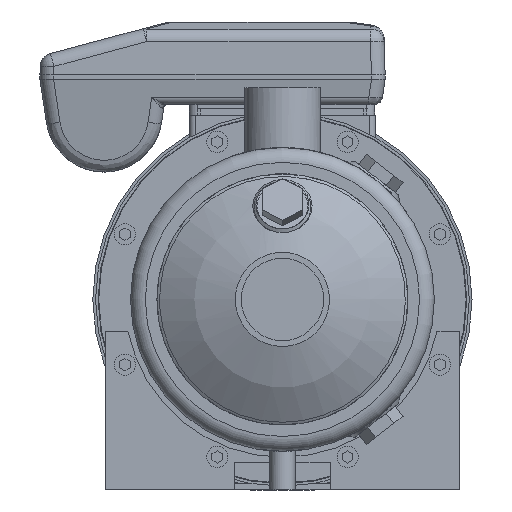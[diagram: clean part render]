
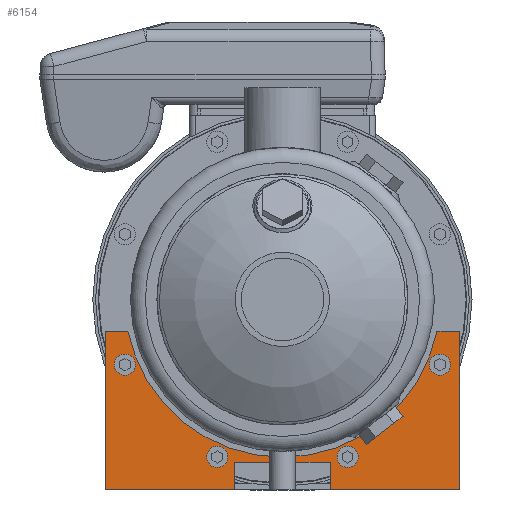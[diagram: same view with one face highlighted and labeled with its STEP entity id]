
A CAD part, left-side view. The second image highlights one B-rep face of the part: STEP entity #6154.
In plain terms, the highlighted face is planar.
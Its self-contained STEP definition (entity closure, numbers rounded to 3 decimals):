
#537=LINE('',#16784,#1011);
#539=LINE('',#16788,#1013);
#546=LINE('',#16802,#1020);
#548=LINE('',#16807,#1022);
#558=LINE('',#16827,#1032);
#562=LINE('',#16835,#1036);
#564=LINE('',#16848,#1038);
#565=LINE('',#16851,#1039);
#566=LINE('',#16853,#1040);
#1011=VECTOR('',#10637,1000.);
#1013=VECTOR('',#10641,1000.);
#1020=VECTOR('',#10650,1000.);
#1022=VECTOR('',#10654,1000.);
#1032=VECTOR('',#10670,1000.);
#1036=VECTOR('',#10674,1000.);
#1038=VECTOR('',#10688,1000.);
#1039=VECTOR('',#10691,1000.);
#1040=VECTOR('',#10692,1000.);
#2687=ORIENTED_EDGE('',*,*,#3656,.F.);
#2688=ORIENTED_EDGE('',*,*,#3657,.F.);
#2689=ORIENTED_EDGE('',*,*,#3658,.F.);
#2690=ORIENTED_EDGE('',*,*,#3659,.F.);
#2691=ORIENTED_EDGE('',*,*,#3660,.F.);
#2692=ORIENTED_EDGE('',*,*,#3649,.F.);
#2693=ORIENTED_EDGE('',*,*,#3629,.T.);
#2694=ORIENTED_EDGE('',*,*,#3627,.T.);
#2695=ORIENTED_EDGE('',*,*,#3661,.F.);
#2696=ORIENTED_EDGE('',*,*,#3636,.T.);
#2697=ORIENTED_EDGE('',*,*,#3638,.F.);
#2698=ORIENTED_EDGE('',*,*,#3653,.F.);
#2699=ORIENTED_EDGE('',*,*,#3662,.F.);
#2700=ORIENTED_EDGE('',*,*,#3663,.F.);
#3627=EDGE_CURVE('',#4232,#4231,#537,.T.);
#3629=EDGE_CURVE('',#4233,#4232,#539,.T.);
#3636=EDGE_CURVE('',#4236,#4238,#546,.T.);
#3638=EDGE_CURVE('',#4240,#4238,#548,.T.);
#3649=EDGE_CURVE('',#4233,#4248,#558,.T.);
#3653=EDGE_CURVE('',#4251,#4240,#562,.T.);
#3656=EDGE_CURVE('',#4253,#4253,#4556,.T.);
#3657=EDGE_CURVE('',#4254,#4254,#4557,.T.);
#3658=EDGE_CURVE('',#4255,#4255,#4558,.T.);
#3659=EDGE_CURVE('',#4256,#4256,#4559,.T.);
#3660=EDGE_CURVE('',#4248,#4257,#564,.T.);
#3661=EDGE_CURVE('',#4236,#4231,#4560,.T.);
#3662=EDGE_CURVE('',#4258,#4251,#565,.T.);
#3663=EDGE_CURVE('',#4257,#4258,#566,.T.);
#4231=VERTEX_POINT('',#16783);
#4232=VERTEX_POINT('',#16785);
#4233=VERTEX_POINT('',#16789);
#4236=VERTEX_POINT('',#16797);
#4238=VERTEX_POINT('',#16801);
#4240=VERTEX_POINT('',#16806);
#4248=VERTEX_POINT('',#16828);
#4251=VERTEX_POINT('',#16834);
#4253=VERTEX_POINT('',#16841);
#4254=VERTEX_POINT('',#16843);
#4255=VERTEX_POINT('',#16845);
#4256=VERTEX_POINT('',#16847);
#4257=VERTEX_POINT('',#16849);
#4258=VERTEX_POINT('',#16852);
#4556=CIRCLE('',#9033,5.);
#4557=CIRCLE('',#9034,5.);
#4558=CIRCLE('',#9035,5.);
#4559=CIRCLE('',#9036,5.);
#4560=CIRCLE('',#9037,74.5);
#5014=EDGE_LOOP('',(#2687));
#5015=EDGE_LOOP('',(#2688));
#5016=EDGE_LOOP('',(#2689));
#5017=EDGE_LOOP('',(#2690));
#5018=EDGE_LOOP('',(#2691,#2692,#2693,#2694,#2695,#2696,#2697,#2698,#2699,
#2700));
#5530=FACE_BOUND('',#5014,.T.);
#5531=FACE_BOUND('',#5015,.T.);
#5532=FACE_BOUND('',#5016,.T.);
#5533=FACE_BOUND('',#5017,.T.);
#5534=FACE_BOUND('',#5018,.T.);
#5771=PLANE('',#9032);
#6154=ADVANCED_FACE('',(#5530,#5531,#5532,#5533,#5534),#5771,.T.);
#9032=AXIS2_PLACEMENT_3D('',#16839,#10678,#10679);
#9033=AXIS2_PLACEMENT_3D('',#16840,#10680,#10681);
#9034=AXIS2_PLACEMENT_3D('',#16842,#10682,#10683);
#9035=AXIS2_PLACEMENT_3D('',#16844,#10684,#10685);
#9036=AXIS2_PLACEMENT_3D('',#16846,#10686,#10687);
#9037=AXIS2_PLACEMENT_3D('',#16850,#10689,#10690);
#10637=DIRECTION('',(0.,-1.,0.));
#10641=DIRECTION('',(0.,0.,1.));
#10650=DIRECTION('',(0.,-1.,0.));
#10654=DIRECTION('',(0.,0.,1.));
#10670=DIRECTION('',(0.,-1.,0.));
#10674=DIRECTION('',(0.,-1.,0.));
#10678=DIRECTION('',(1.,0.,0.));
#10679=DIRECTION('',(0.,0.,-1.));
#10680=DIRECTION('',(1.,0.,0.));
#10681=DIRECTION('',(0.,0.,-1.));
#10682=DIRECTION('',(1.,0.,0.));
#10683=DIRECTION('',(0.,0.,-1.));
#10684=DIRECTION('',(1.,0.,0.));
#10685=DIRECTION('',(0.,0.,-1.));
#10686=DIRECTION('',(1.,0.,0.));
#10687=DIRECTION('',(0.,0.,-1.));
#10688=DIRECTION('',(0.,0.,1.));
#10689=DIRECTION('',(1.,0.,0.));
#10690=DIRECTION('',(0.,0.,-1.));
#10691=DIRECTION('',(0.,0.,-1.));
#10692=DIRECTION('',(0.,-1.,0.));
#16783=CARTESIAN_POINT('',(55.,72.974,75.));
#16784=CARTESIAN_POINT('',(55.,83.5,75.));
#16785=CARTESIAN_POINT('',(55.,83.5,75.));
#16788=CARTESIAN_POINT('',(55.,83.5,0.));
#16789=CARTESIAN_POINT('',(55.,83.5,0.));
#16797=CARTESIAN_POINT('',(55.,-72.974,75.));
#16801=CARTESIAN_POINT('',(55.,-83.5,75.));
#16802=CARTESIAN_POINT('',(55.,83.5,75.));
#16806=CARTESIAN_POINT('',(55.,-83.5,0.));
#16807=CARTESIAN_POINT('',(55.,-83.5,0.));
#16827=CARTESIAN_POINT('',(55.,83.5,0.));
#16828=CARTESIAN_POINT('',(55.,22.5,0.));
#16834=CARTESIAN_POINT('',(55.,-22.5,0.));
#16835=CARTESIAN_POINT('',(55.,83.5,0.));
#16839=CARTESIAN_POINT('',(55.,83.5,0.));
#16840=CARTESIAN_POINT('',(55.,74.372,59.194));
#16841=CARTESIAN_POINT('',(55.,74.372,54.194));
#16842=CARTESIAN_POINT('',(55.,30.806,15.628));
#16843=CARTESIAN_POINT('',(55.,30.806,10.628));
#16844=CARTESIAN_POINT('',(55.,-30.806,15.628));
#16845=CARTESIAN_POINT('',(55.,-30.806,10.628));
#16846=CARTESIAN_POINT('',(55.,-74.372,59.194));
#16847=CARTESIAN_POINT('',(55.,-74.372,54.194));
#16848=CARTESIAN_POINT('',(55.,22.5,0.));
#16849=CARTESIAN_POINT('',(55.,22.5,13.));
#16850=CARTESIAN_POINT('',(55.,0.,90.));
#16851=CARTESIAN_POINT('',(55.,-22.5,0.));
#16852=CARTESIAN_POINT('',(55.,-22.5,13.));
#16853=CARTESIAN_POINT('',(55.,83.5,13.));
